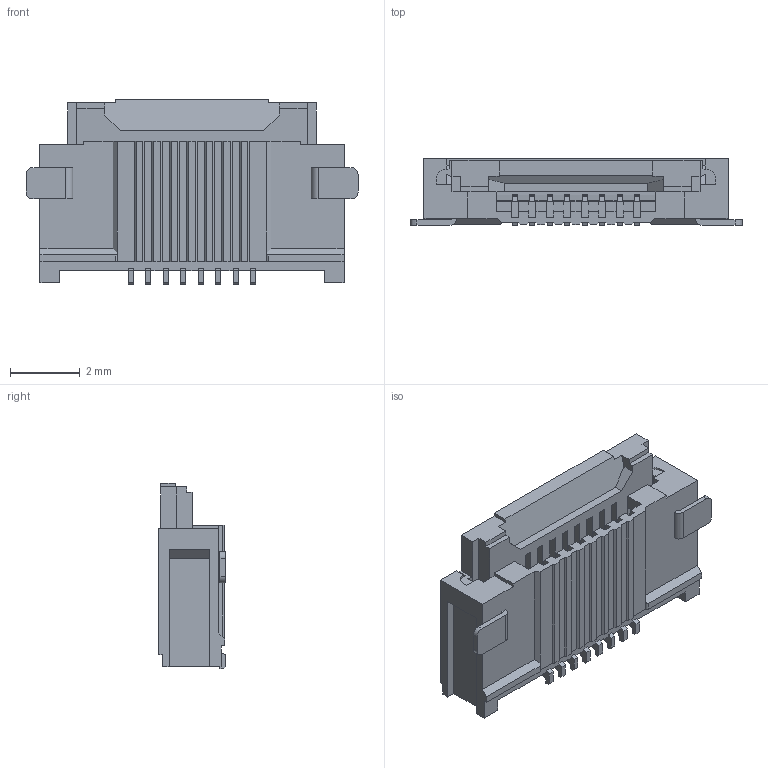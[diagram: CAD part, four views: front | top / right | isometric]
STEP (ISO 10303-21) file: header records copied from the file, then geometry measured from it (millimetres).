
FILE_DESCRIPTION((''),'2;1');
FILE_NAME('5051100892','2019-06-14T',('gga'),(''),'PRO/ENGINEER BY PARAMETRIC TECHNOLOGY CORPORATION, 2016010','PRO/ENGINEER BY PARAMETRIC TECHNOLOGY CORPORATION, 2016010','');
FILE_SCHEMA(('CONFIG_CONTROL_DESIGN'));
Length unit declared in the file: millimetre
Products named in the file (1): 5051100892
Bounding box: 9.5 x 1.9 x 5.3 mm (x, y, z)
Volume: 50.9 mm3; surface area: 221.2 mm2
Topology: 1 solids, 1 shells, 582 faces, 1714 edges, 1140 vertices
Faces by surface type: plane 502, cylinder 80
Entity records: 19066 total; most frequent: CARTESIAN_POINT 3404, ORIENTED_EDGE 3348, DIRECTION 3038, EDGE_CURVE 1674, VECTOR 1552, LINE 1552, VERTEX_POINT 1100, AXIS2_PLACEMENT_3D 743
